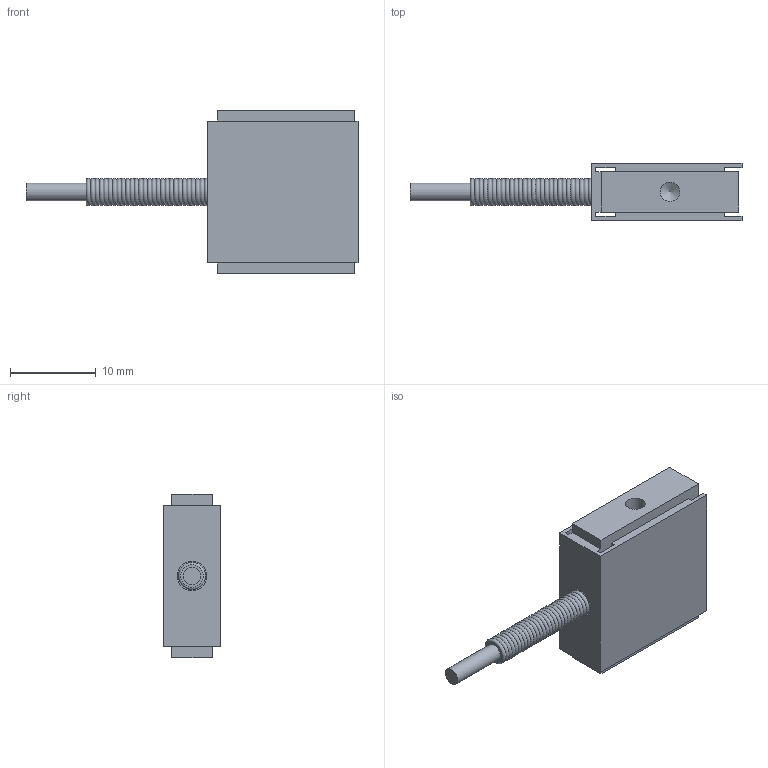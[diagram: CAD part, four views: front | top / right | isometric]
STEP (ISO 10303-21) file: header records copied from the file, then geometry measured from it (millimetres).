
FILE_DESCRIPTION((''),'2;1');
FILE_NAME('LSB200.stp','2010-12-02T09:21:59',('thomasl'),(''),'Autodesk Inventor 2008','Autodesk Inventor 2008','');
FILE_SCHEMA(('AUTOMOTIVE_DESIGN { 1 0 10303 214 1 1 1 1 }'));
Length unit declared in the file: inch
Products named in the file (2): LSB200; PART1
Assembly tree (1 placements, depth 2):
  LSB200
    PART1
Bounding box: 38.61 x 6.67 x 19.05 mm (x, y, z)
Volume: 2056.7 mm3; surface area: 1829 mm2
Topology: 1 solids, 2 shells, 65 faces, 152 edges, 91 vertices
Faces by surface type: torus 29, plane 28, cylinder 5, cone 3
Full cylindrical faces by diameter (mm): 2.032 x1, 2.261 x2, 3.175 x1, 3.454 x1
Entity records: 1668 total; most frequent: DIRECTION 288, CARTESIAN_POINT 268, ORIENTED_EDGE 224, EDGE_CURVE 112, AXIS2_PLACEMENT_3D 108, EDGE_LOOP 106, VERTEX_POINT 88, VECTOR 72
